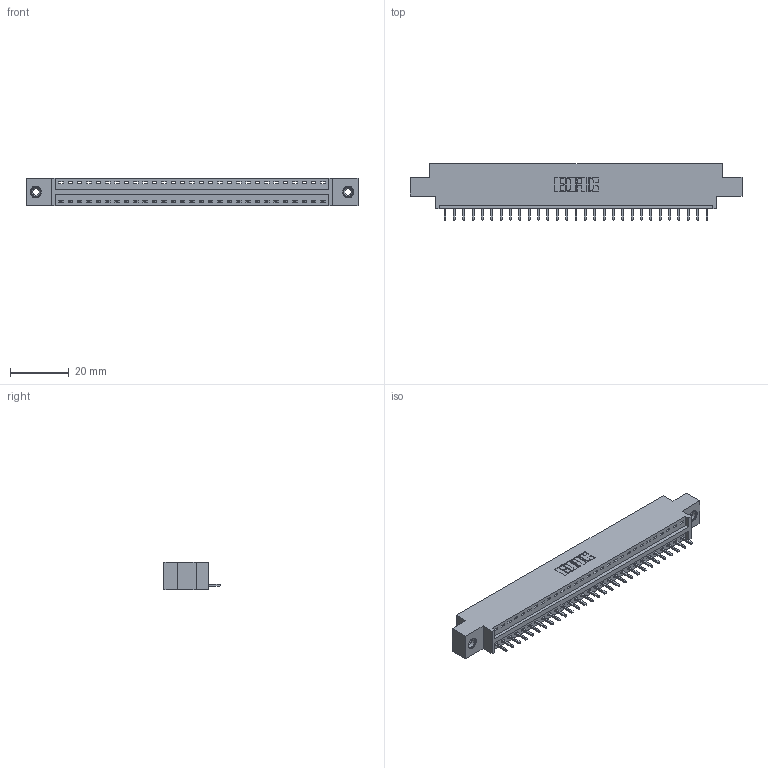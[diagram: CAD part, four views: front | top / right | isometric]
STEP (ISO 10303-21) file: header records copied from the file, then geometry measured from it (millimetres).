
FILE_DESCRIPTION (( 'STEP AP203' ), '1' );
FILE_NAME ('396-029-521-608.STEP', '2019-10-27T09:22:05', ( '' ), ( '' ), 'SwSTEP 2.0', 'SolidWorks 2016', '' );
FILE_SCHEMA (( 'CONFIG_CONTROL_DESIGN' ));
Length unit declared in the file: inch
Products named in the file (4): 345-292-001_345-293-121; 346 Part_0.170 Offset - 0.156 Dia-TI; 345-250-001_345-250-003-102; 396-029-521-608
Assembly tree (32 placements, depth 2):
  396-029-521-608
    346 Part_0.170 Offset - 0.156 Dia-TI
    345-292-001_345-293-121  x29
    345-250-001_345-250-003-102  x2
Bounding box: 112.65 x 19.05 x 9.4 mm (x, y, z)
Volume: 10449.8 mm3; surface area: 12774.6 mm2
Topology: 32 solids, 32 shells, 1868 faces, 5581 edges, 3674 vertices
Faces by surface type: plane 1272, cylinder 580, cone 12, torus 4
Entity records: 21084 total; most frequent: CARTESIAN_POINT 3602, ORIENTED_EDGE 3558, DIRECTION 3219, EDGE_CURVE 1779, LINE 1511, VECTOR 1511, VERTEX_POINT 1180, AXIS2_PLACEMENT_3D 854
